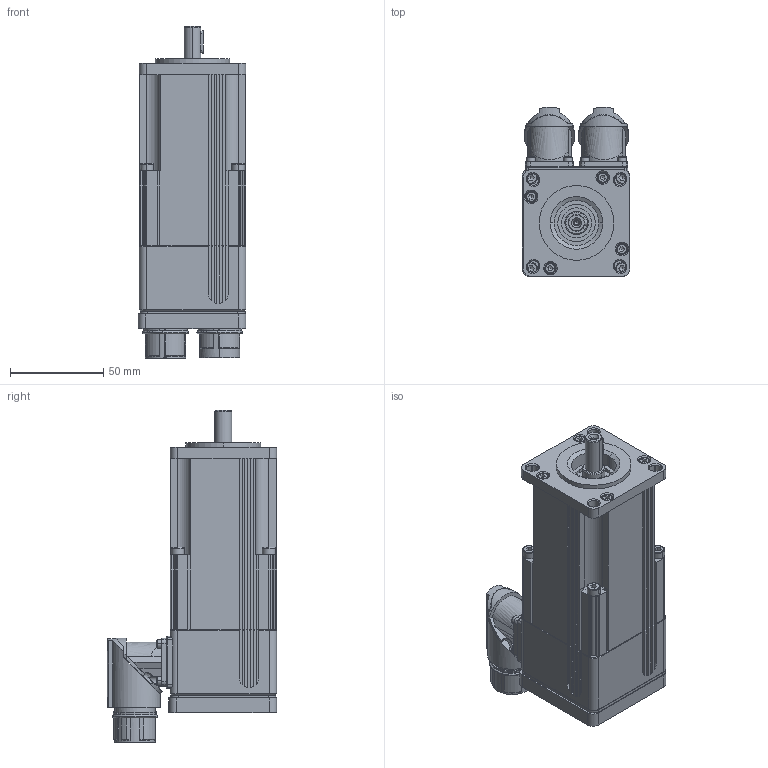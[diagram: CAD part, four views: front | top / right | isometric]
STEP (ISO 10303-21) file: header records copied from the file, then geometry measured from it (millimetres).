
FILE_DESCRIPTION((''),'2;1');
FILE_NAME('Pieza2.stp','2012-07-11T09:32:53',('arodrigo'),(''),'Autodesk Inventor 9','Autodesk Inventor 9','');
FILE_SCHEMA(('AUTOMOTIVE_DESIGN { 1 0 10303 214 1 1 1 1 }'));
Length unit declared in the file: millimetre
Products named in the file (1): Pieza2
Bounding box: 57.6 x 90.53 x 177.63 mm (x, y, z)
Volume: 480810.8 mm3; surface area: 74389.9 mm2
Topology: 1 solids, 19 shells, 1553 faces, 4222 edges, 2571 vertices
Faces by surface type: plane 656, cylinder 435, bspline 232, cone 100, torus 70, sphere 60
Entity records: 51324 total; most frequent: CARTESIAN_POINT 13245, DIRECTION 8076, ORIENTED_EDGE 8056, EDGE_CURVE 4028, AXIS2_PLACEMENT_3D 3074, VERTEX_POINT 2557, VECTOR 1928, LINE 1928
